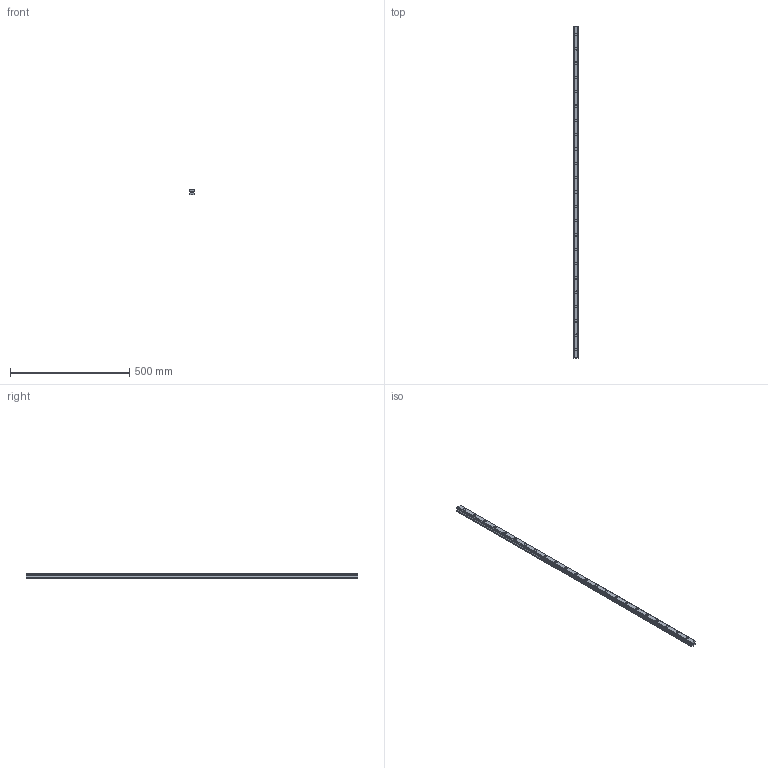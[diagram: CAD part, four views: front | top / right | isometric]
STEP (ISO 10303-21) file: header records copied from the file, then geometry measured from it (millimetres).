
FILE_DESCRIPTION(('STEP AP214'),'1');
FILE_NAME('cctmp_34D7A48F-2FBB-4A76-817B-37E74B79F553_2020_6_9_14_19_59_791..stp','2020-06-09T12:20:00',('HIWIN GmbH'),('CADClick - www.CADClick.com'),'Spatial InterOp 3D',' ','unknown authorization');
FILE_SCHEMA(('AUTOMOTIVE_DESIGN'));
Length unit declared in the file: millimetre
Products named in the file (1): HGR25R1390H_FILE
Bounding box: 23 x 1390 x 22 mm (x, y, z)
Volume: 578082.4 mm3; surface area: 143138.7 mm2
Topology: 1 solids, 1 shells, 387 faces, 1005 edges, 670 vertices
Faces by surface type: plane 227, cylinder 160
Entity records: 15203 total; most frequent: DIRECTION 2285, CARTESIAN_POINT 2063, ORIENTED_EDGE 2010, EDGE_CURVE 1005, AXIS2_PLACEMENT_3D 892, VERTEX_POINT 670, LINE 501, VECTOR 501
